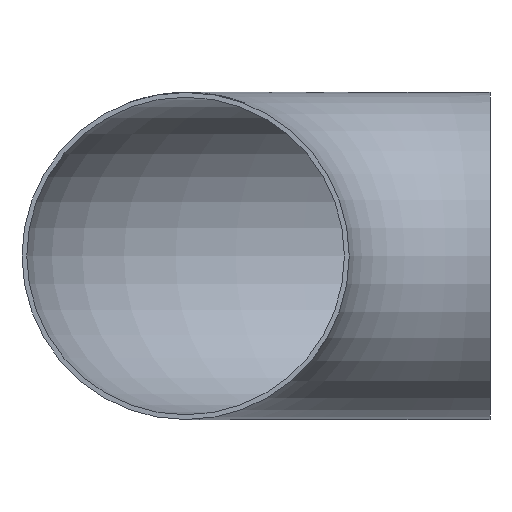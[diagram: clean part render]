
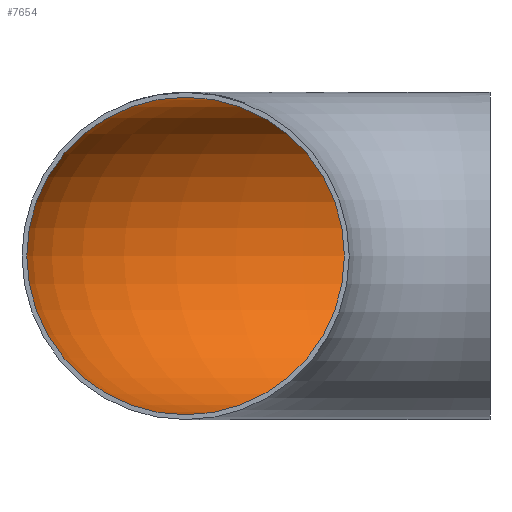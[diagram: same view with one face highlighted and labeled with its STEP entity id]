
A CAD part, front view. The second image highlights one B-rep face of the part: STEP entity #7654.
In plain terms, the highlighted toroidal (fillet/blend) face has major radius 254 mm and minor radius 132.5 mm.
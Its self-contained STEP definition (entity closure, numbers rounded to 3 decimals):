
#231 = DIRECTION ( 'NONE',  ( 0., 0., -1. ) ) ;
#7654 = ADVANCED_FACE ( 'NONE', ( #23794, #25581 ), #7726, .F. ) ;
#7726 = TOROIDAL_SURFACE ( 'NONE', #15606, 254., 132.5 ) ;
#7789 = CIRCLE ( 'NONE', #13035, 132.5 ) ;
#10095 = ORIENTED_EDGE ( 'NONE', *, *, #11218, .T. ) ;
#10784 = DIRECTION ( 'NONE',  ( -1., 0., 0. ) ) ;
#11218 = EDGE_CURVE ( 'NONE', #16225, #16225, #26213, .T. ) ;
#11596 = CARTESIAN_POINT ( 'NONE',  ( -254., 0., 0. ) ) ;
#11670 = ORIENTED_EDGE ( 'NONE', *, *, #23815, .F. ) ;
#12554 = EDGE_LOOP ( 'NONE', ( #10095 ) ) ;
#12888 = EDGE_LOOP ( 'NONE', ( #11670 ) ) ;
#13035 = AXIS2_PLACEMENT_3D ( 'NONE', #11596, #13651, #24075 ) ;
#13651 = DIRECTION ( 'NONE',  ( 0., 1., 0. ) ) ;
#15511 = CARTESIAN_POINT ( 'NONE',  ( 0., 254., 0. ) ) ;
#15606 = AXIS2_PLACEMENT_3D ( 'NONE', #19544, #231, #10784 ) ;
#16225 = VERTEX_POINT ( 'NONE', #23100 ) ;
#18852 = CARTESIAN_POINT ( 'NONE',  ( -254., 0., 132.5 ) ) ;
#19544 = CARTESIAN_POINT ( 'NONE',  ( 0., 0., 0. ) ) ;
#21432 = VERTEX_POINT ( 'NONE', #18852 ) ;
#21955 = DIRECTION ( 'NONE',  ( 1., 0., 0. ) ) ;
#23100 = CARTESIAN_POINT ( 'NONE',  ( 0., 386.5, 0. ) ) ;
#23794 = FACE_OUTER_BOUND ( 'NONE', #12554, .T. ) ;
#23815 = EDGE_CURVE ( 'NONE', #21432, #21432, #7789, .T. ) ;
#24075 = DIRECTION ( 'NONE',  ( 0., 0., 1. ) ) ;
#25357 = AXIS2_PLACEMENT_3D ( 'NONE', #15511, #21955, #26751 ) ;
#25581 = FACE_OUTER_BOUND ( 'NONE', #12888, .T. ) ;
#26213 = CIRCLE ( 'NONE', #25357, 132.5 ) ;
#26751 = DIRECTION ( 'NONE',  ( 0., 1., 0. ) ) ;
